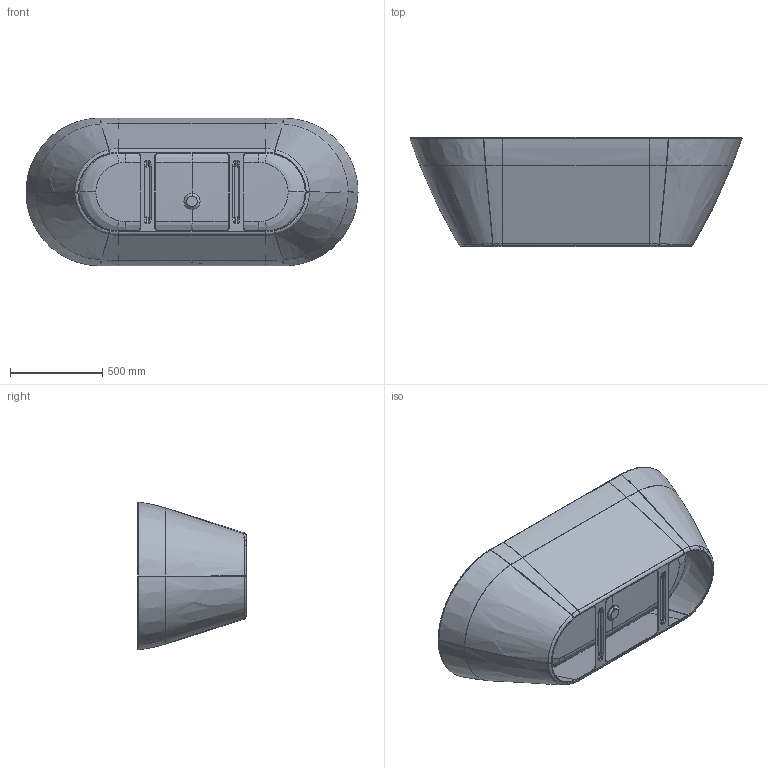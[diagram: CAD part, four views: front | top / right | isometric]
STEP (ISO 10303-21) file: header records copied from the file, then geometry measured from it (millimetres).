
FILE_DESCRIPTION((''),'2;1');
FILE_NAME('L-AND-F180FREEST_27092022_ASM','2023-03-28T14:46:55',('GrootJ'),('Villeroy & Boch Wellness bv'),'CREO PARAMETRIC BY PTC INC, 2022414','CREO PARAMETRIC BY PTC INC, 2022414','');
FILE_SCHEMA(('AP242_MANAGED_MODEL_BASED_3D_ENGINEERING_MIM_LF { 1 0 10303 442 1 1 4 }'));
Products named in the file (12): L-AND-F_180X80_O_FREEST29072021; V4P2001-302_1; V4P2001-303_1; V4P2001-305_1; V4P2001-306_1; INSERT_M4_R1_1; V4P2001-304_ASM_1_ASM; AFVOERDOP_MANILLA_22072020; LOGO_L-AND-F180_26102022; L-AND-F_FREEST180_STAPELEN14092_ASM; EMBRACE-PANEEL180; L-AND-F180FREEST_27092022_ASM
Assembly tree (13 placements, depth 4):
  L-AND-F180FREEST_27092022_ASM
    L-AND-F_FREEST180_STAPELEN14092_ASM
      L-AND-F_180X80_O_FREEST29072021
      V4P2001-304_ASM_1_ASM
        V4P2001-302_1
        V4P2001-303_1
        V4P2001-305_1
        V4P2001-306_1
        INSERT_M4_R1_1  x3
      AFVOERDOP_MANILLA_22072020
      LOGO_L-AND-F180_26102022
    EMBRACE-PANEEL180
Bounding box: 1800 x 590 x 800 mm (x, y, z)
Volume: 11791206.2 mm3; surface area: 9637125.7 mm2
Topology: 38 solids, 41 shells, 1839 faces, 4798 edges, 3119 vertices
Faces by surface type: plane 471, cylinder 464, bspline 395, extrusion 273, torus 108, cone 101, sphere 27
Entity records: 106207 total; most frequent: CARTESIAN_POINT 59148, ORIENTED_EDGE 8892, DIRECTION 6698, EDGE_CURVE 4452, VERTEX_POINT 2825, AXIS2_PLACEMENT_3D 2337, VECTOR 2024, B_SPLINE_CURVE_WITH_KNOTS 1866
